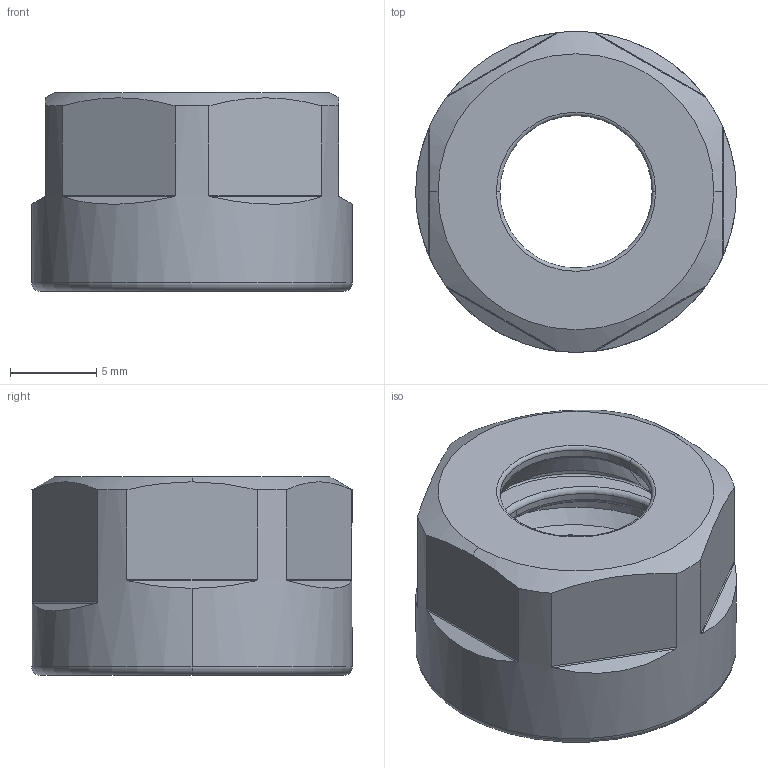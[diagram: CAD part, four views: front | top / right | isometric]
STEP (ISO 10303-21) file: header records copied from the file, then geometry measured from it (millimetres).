
FILE_DESCRIPTION (( 'STEP AP203' ), '1' );
FILE_NAME ('110.02.07.6.STEP', '2017-10-18T09:04:27', ( '' ), ( '' ), 'SwSTEP 2.0', 'SolidWorks 2012', '' );
FILE_SCHEMA (( 'CONFIG_CONTROL_DESIGN' ));
Length unit declared in the file: millimetre
Products named in the file (1): 110.02.07.6
Bounding box: 18.6 x 18.6 x 11.5 mm (x, y, z)
Volume: 1401.9 mm3; surface area: 1733.8 mm2
Topology: 1 solids, 1 shells, 79 faces, 206 edges, 130 vertices
Faces by surface type: cylinder 27, torus 22, plane 17, bspline 7, cone 6
Entity records: 3817 total; most frequent: CARTESIAN_POINT 1927, ORIENTED_EDGE 412, DIRECTION 364, EDGE_CURVE 206, AXIS2_PLACEMENT_3D 157, VERTEX_POINT 130, CIRCLE 84, EDGE_LOOP 82
